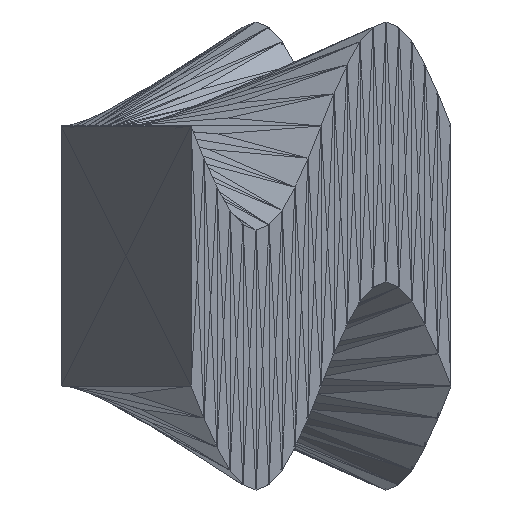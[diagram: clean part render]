
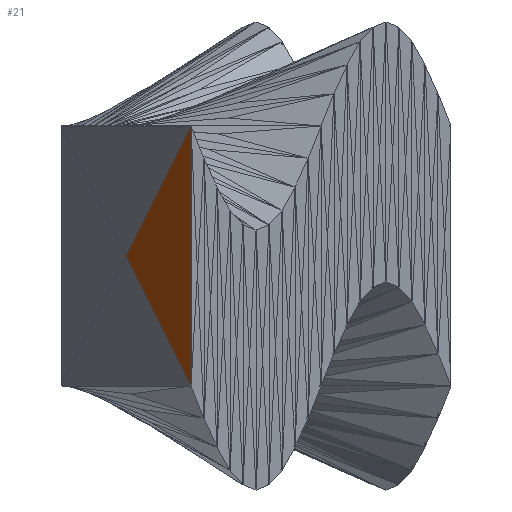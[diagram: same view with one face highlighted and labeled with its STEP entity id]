
A CAD part, front view. The second image highlights one B-rep face of the part: STEP entity #21.
In plain terms, the highlighted planar face has unit normal (-0.866, -0.5, 0).
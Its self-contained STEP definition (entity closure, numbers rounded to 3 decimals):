
#21=ADVANCED_FACE('',(#669),#6179,.T.);
#669=FACE_OUTER_BOUND('',#1317,.T.);
#1317=EDGE_LOOP('',(#1979,#1980,#1981));
#1979=ORIENTED_EDGE('',*,*,#3933,.F.);
#1980=ORIENTED_EDGE('',*,*,#3934,.T.);
#1981=ORIENTED_EDGE('',*,*,#3935,.F.);
#3933=EDGE_CURVE('',#5853,#5854,#4905,.T.);
#3934=EDGE_CURVE('',#5853,#5855,#4906,.T.);
#3935=EDGE_CURVE('',#5854,#5855,#4907,.T.);
#4905=B_SPLINE_CURVE_WITH_KNOTS('',1,(#9246,#9247),.UNSPECIFIED.,.F.,.F.,
(2,2),(0.,1.),.UNSPECIFIED.);
#4906=B_SPLINE_CURVE_WITH_KNOTS('',1,(#9248,#9249),.UNSPECIFIED.,.F.,.F.,
(2,2),(0.,1.),.UNSPECIFIED.);
#4907=B_SPLINE_CURVE_WITH_KNOTS('',1,(#9250,#9251),.UNSPECIFIED.,.F.,.F.,
(2,2),(0.,1.),.UNSPECIFIED.);
#5853=VERTEX_POINT('',#8865);
#5854=VERTEX_POINT('',#8866);
#5855=VERTEX_POINT('',#8867);
#6179=PLANE('',#6915);
#6915=AXIS2_PLACEMENT_3D('',#8217,#7566,$);
#7566=DIRECTION('',(-0.866,-0.5,0.));
#8217=CARTESIAN_POINT('',(3925.003,-6955.726,86.827));
#8865=CARTESIAN_POINT('',(3425.002,-6089.701,-913.171));
#8866=CARTESIAN_POINT('',(3925.003,-6955.726,86.827));
#8867=CARTESIAN_POINT('',(3925.003,-6955.726,-1913.173));
#9246=CARTESIAN_POINT('',(3425.002,-6089.701,-913.171));
#9247=CARTESIAN_POINT('',(3925.003,-6955.726,86.827));
#9248=CARTESIAN_POINT('',(3425.002,-6089.701,-913.171));
#9249=CARTESIAN_POINT('',(3925.003,-6955.726,-1913.173));
#9250=CARTESIAN_POINT('',(3925.003,-6955.726,86.827));
#9251=CARTESIAN_POINT('',(3925.003,-6955.726,-1913.173));
